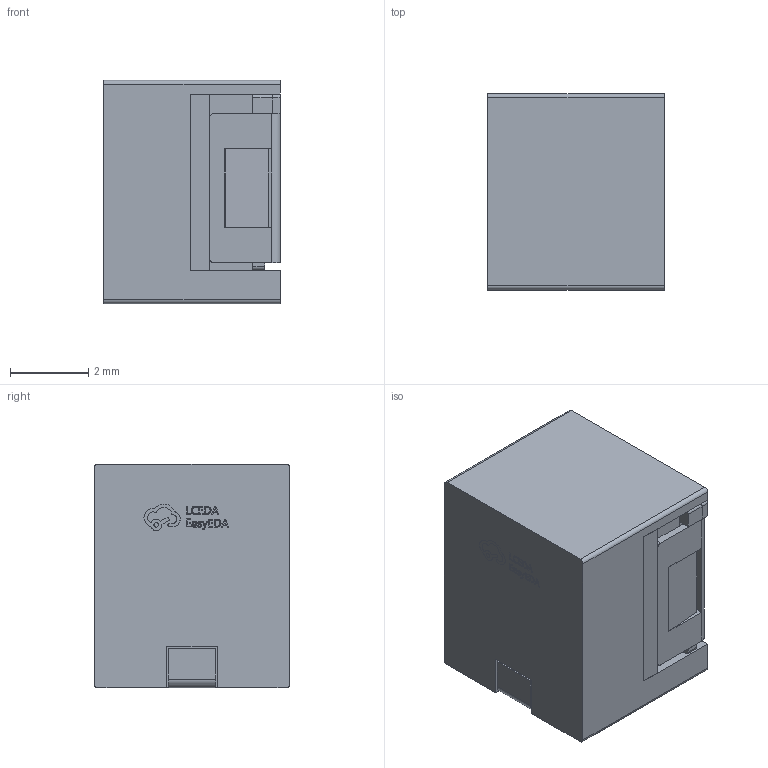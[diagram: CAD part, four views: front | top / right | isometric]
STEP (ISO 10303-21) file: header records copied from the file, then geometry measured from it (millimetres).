
FILE_DESCRIPTION (( 'STEP AP214' ), '1' );
FILE_NAME ('RES-ADJ-TH_3P-L5.0-W4.5-H4.5-P2.35-TR.step', '2022-07-28T08:41:07', ( '' ), ( '' ), 'SwSTEP 2.0', 'SolidWorks 2020', '' );
FILE_SCHEMA (( 'AUTOMOTIVE_DESIGN' ));
Length unit declared in the file: millimetre
Products named in the file (1): RES-ADJ-TH_3P-L5.0-W4.5-H4.5-P2.35-TR
Bounding box: 4.5 x 5 x 5.7 mm (x, y, z)
Volume: 122.3 mm3; surface area: 331.7 mm2
Topology: 8 solids, 8 shells, 615 faces, 1623 edges, 1056 vertices
Faces by surface type: plane 392, bspline 146, cylinder 77
Entity records: 28132 total; most frequent: CARTESIAN_POINT 7673, ORIENTED_EDGE 3246, DIRECTION 2413, EDGE_CURVE 1623, LINE 1181, VECTOR 1181, VERTEX_POINT 1056, EDGE_LOOP 657
